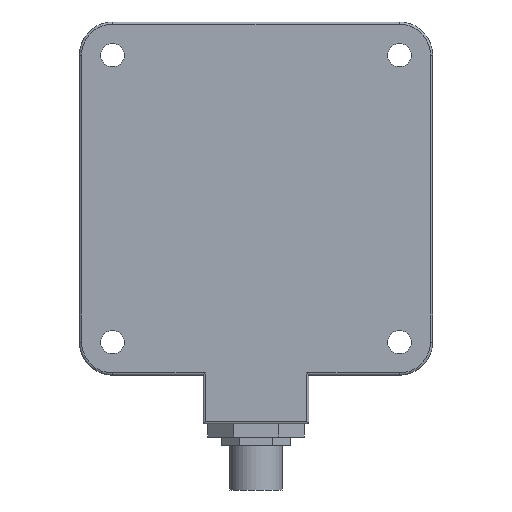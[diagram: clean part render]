
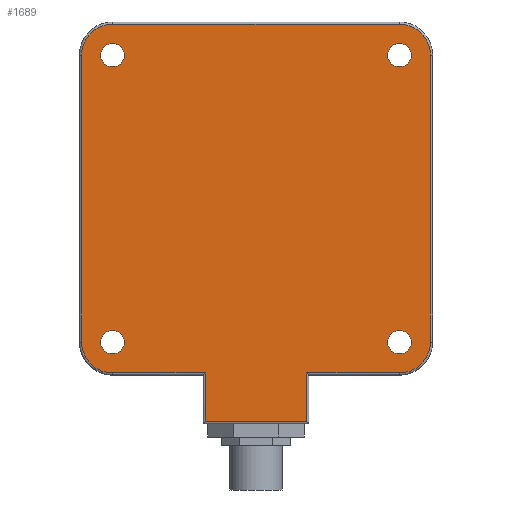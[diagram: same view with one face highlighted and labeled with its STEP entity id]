
A CAD part, front view. The second image highlights one B-rep face of the part: STEP entity #1689.
In plain terms, the highlighted planar face has unit normal (0, -1, 0).
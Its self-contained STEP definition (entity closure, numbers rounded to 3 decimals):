
#293=CARTESIAN_POINT('',(-32.5,-36.,-32.5));
#294=DIRECTION('',(0.,1.,0.));
#295=DIRECTION('',(0.,0.,-1.));
#296=AXIS2_PLACEMENT_3D('',#293,#294,#295);
#298=CARTESIAN_POINT('',(-32.5,-36.,32.5));
#299=DIRECTION('',(0.,1.,0.));
#300=DIRECTION('',(-1.,0.,0.));
#301=AXIS2_PLACEMENT_3D('',#298,#299,#300);
#303=CARTESIAN_POINT('',(32.5,-36.,32.5));
#304=DIRECTION('',(0.,1.,0.));
#305=DIRECTION('',(0.,0.,1.));
#306=AXIS2_PLACEMENT_3D('',#303,#304,#305);
#308=CARTESIAN_POINT('',(32.5,-36.,-32.5));
#309=DIRECTION('',(0.,1.,0.));
#310=DIRECTION('',(1.,0.,0.));
#311=AXIS2_PLACEMENT_3D('',#308,#309,#310);
#313=CARTESIAN_POINT('',(32.5,-36.,32.5));
#314=DIRECTION('',(0.,-1.,0.));
#315=DIRECTION('',(-1.,0.,0.));
#316=AXIS2_PLACEMENT_3D('',#313,#314,#315);
#318=CARTESIAN_POINT('',(32.5,-36.,32.5));
#319=DIRECTION('',(0.,-1.,0.));
#320=DIRECTION('',(1.,0.,0.));
#321=AXIS2_PLACEMENT_3D('',#318,#319,#320);
#323=CARTESIAN_POINT('',(32.5,-36.,-32.5));
#324=DIRECTION('',(0.,-1.,0.));
#325=DIRECTION('',(0.,0.,1.));
#326=AXIS2_PLACEMENT_3D('',#323,#324,#325);
#328=CARTESIAN_POINT('',(32.5,-36.,-32.5));
#329=DIRECTION('',(0.,-1.,0.));
#330=DIRECTION('',(0.,0.,-1.));
#331=AXIS2_PLACEMENT_3D('',#328,#329,#330);
#333=CARTESIAN_POINT('',(-32.5,-36.,-32.5));
#334=DIRECTION('',(0.,-1.,0.));
#335=DIRECTION('',(1.,0.,0.));
#336=AXIS2_PLACEMENT_3D('',#333,#334,#335);
#338=CARTESIAN_POINT('',(-32.5,-36.,-32.5));
#339=DIRECTION('',(0.,-1.,0.));
#340=DIRECTION('',(-1.,0.,0.));
#341=AXIS2_PLACEMENT_3D('',#338,#339,#340);
#343=CARTESIAN_POINT('',(-32.5,-36.,32.5));
#344=DIRECTION('',(0.,-1.,0.));
#345=DIRECTION('',(0.,0.,-1.));
#346=AXIS2_PLACEMENT_3D('',#343,#344,#345);
#348=CARTESIAN_POINT('',(-32.5,-36.,32.5));
#349=DIRECTION('',(0.,-1.,0.));
#350=DIRECTION('',(0.,0.,1.));
#351=AXIS2_PLACEMENT_3D('',#348,#349,#350);
#366=DIRECTION('',(0.,0.,-1.));
#367=VECTOR('',#366,11.);
#368=CARTESIAN_POINT('',(-11.5,-36.,-39.5));
#369=LINE('',#368,#367);
#644=DIRECTION('',(0.,0.,1.));
#645=VECTOR('',#644,11.);
#646=CARTESIAN_POINT('',(11.5,-36.,-50.5));
#647=LINE('',#646,#645);
#661=DIRECTION('',(1.,0.,0.));
#662=VECTOR('',#661,21.);
#663=CARTESIAN_POINT('',(11.5,-36.,-39.5));
#664=LINE('',#663,#662);
#684=DIRECTION('',(0.,0.,1.));
#685=VECTOR('',#684,65.);
#686=CARTESIAN_POINT('',(39.5,-36.,-32.5));
#687=LINE('',#686,#685);
#692=DIRECTION('',(1.,0.,0.));
#693=VECTOR('',#692,23.);
#694=CARTESIAN_POINT('',(-11.5,-36.,-50.5));
#695=LINE('',#694,#693);
#713=DIRECTION('',(1.,0.,0.));
#714=VECTOR('',#713,21.);
#715=CARTESIAN_POINT('',(-32.5,-36.,-39.5));
#716=LINE('',#715,#714);
#732=DIRECTION('',(0.,0.,-1.));
#733=VECTOR('',#732,65.);
#734=CARTESIAN_POINT('',(-39.5,-36.,32.5));
#735=LINE('',#734,#733);
#755=DIRECTION('',(-1.,0.,0.));
#756=VECTOR('',#755,65.);
#757=CARTESIAN_POINT('',(32.5,-36.,39.5));
#758=LINE('',#757,#756);
#1009=CARTESIAN_POINT('',(29.85,-36.,32.5));
#1010=CARTESIAN_POINT('',(35.15,-36.,32.5));
#1011=VERTEX_POINT('',#1009);
#1012=VERTEX_POINT('',#1010);
#1013=CARTESIAN_POINT('',(-11.5,-36.,-39.5));
#1014=CARTESIAN_POINT('',(-11.5,-36.,-50.5));
#1015=VERTEX_POINT('',#1013);
#1016=VERTEX_POINT('',#1014);
#1017=CARTESIAN_POINT('',(-32.5,-36.,-39.5));
#1018=VERTEX_POINT('',#1017);
#1019=CARTESIAN_POINT('',(-39.5,-36.,-32.5));
#1020=VERTEX_POINT('',#1019);
#1021=CARTESIAN_POINT('',(-39.5,-36.,32.5));
#1022=VERTEX_POINT('',#1021);
#1023=CARTESIAN_POINT('',(-32.5,-36.,39.5));
#1024=VERTEX_POINT('',#1023);
#1025=CARTESIAN_POINT('',(32.5,-36.,39.5));
#1026=VERTEX_POINT('',#1025);
#1027=CARTESIAN_POINT('',(39.5,-36.,32.5));
#1028=VERTEX_POINT('',#1027);
#1029=CARTESIAN_POINT('',(39.5,-36.,-32.5));
#1030=VERTEX_POINT('',#1029);
#1031=CARTESIAN_POINT('',(32.5,-36.,-39.5));
#1032=VERTEX_POINT('',#1031);
#1033=CARTESIAN_POINT('',(11.5,-36.,-39.5));
#1034=VERTEX_POINT('',#1033);
#1035=CARTESIAN_POINT('',(11.5,-36.,-50.5));
#1036=VERTEX_POINT('',#1035);
#1037=CARTESIAN_POINT('',(32.5,-36.,-29.85));
#1038=CARTESIAN_POINT('',(32.5,-36.,-35.15));
#1039=VERTEX_POINT('',#1037);
#1040=VERTEX_POINT('',#1038);
#1041=CARTESIAN_POINT('',(-29.85,-36.,-32.5));
#1042=CARTESIAN_POINT('',(-35.15,-36.,-32.5));
#1043=VERTEX_POINT('',#1041);
#1044=VERTEX_POINT('',#1042);
#1045=CARTESIAN_POINT('',(-32.5,-36.,29.85));
#1046=CARTESIAN_POINT('',(-32.5,-36.,35.15));
#1047=VERTEX_POINT('',#1045);
#1048=VERTEX_POINT('',#1046);
#1635=CARTESIAN_POINT('',(0.,-36.,0.));
#1636=DIRECTION('',(0.,-1.,0.));
#1637=DIRECTION('',(-1.,0.,0.));
#1638=AXIS2_PLACEMENT_3D('',#1635,#1636,#1637);
#1639=PLANE('',#1638);
#1641=ORIENTED_EDGE('',*,*,#1640,.F.);
#1643=ORIENTED_EDGE('',*,*,#1642,.F.);
#1645=ORIENTED_EDGE('',*,*,#1644,.T.);
#1647=ORIENTED_EDGE('',*,*,#1646,.F.);
#1649=ORIENTED_EDGE('',*,*,#1648,.T.);
#1651=ORIENTED_EDGE('',*,*,#1650,.F.);
#1652=ORIENTED_EDGE('',*,*,#1618,.T.);
#1654=ORIENTED_EDGE('',*,*,#1653,.F.);
#1656=ORIENTED_EDGE('',*,*,#1655,.T.);
#1658=ORIENTED_EDGE('',*,*,#1657,.F.);
#1660=ORIENTED_EDGE('',*,*,#1659,.F.);
#1662=ORIENTED_EDGE('',*,*,#1661,.F.);
#1663=EDGE_LOOP('',(#1641,#1643,#1645,#1647,#1649,#1651,#1652,#1654,#1656,#1658,
#1660,#1662));
#1664=FACE_OUTER_BOUND('',#1663,.F.);
#1666=ORIENTED_EDGE('',*,*,#1665,.T.);
#1668=ORIENTED_EDGE('',*,*,#1667,.T.);
#1669=EDGE_LOOP('',(#1666,#1668));
#1670=FACE_BOUND('',#1669,.F.);
#1672=ORIENTED_EDGE('',*,*,#1671,.T.);
#1674=ORIENTED_EDGE('',*,*,#1673,.T.);
#1675=EDGE_LOOP('',(#1672,#1674));
#1676=FACE_BOUND('',#1675,.F.);
#1678=ORIENTED_EDGE('',*,*,#1677,.T.);
#1680=ORIENTED_EDGE('',*,*,#1679,.T.);
#1681=EDGE_LOOP('',(#1678,#1680));
#1682=FACE_BOUND('',#1681,.F.);
#1684=ORIENTED_EDGE('',*,*,#1683,.T.);
#1686=ORIENTED_EDGE('',*,*,#1685,.T.);
#1687=EDGE_LOOP('',(#1684,#1686));
#1688=FACE_BOUND('',#1687,.F.);
#1689=ADVANCED_FACE('',(#1664,#1670,#1676,#1682,#1688),#1639,.T.);
#297=CIRCLE('',#296,7.);
#302=CIRCLE('',#301,7.);
#307=CIRCLE('',#306,7.);
#312=CIRCLE('',#311,7.);
#317=CIRCLE('',#316,2.65);
#322=CIRCLE('',#321,2.65);
#327=CIRCLE('',#326,2.65);
#332=CIRCLE('',#331,2.65);
#337=CIRCLE('',#336,2.65);
#342=CIRCLE('',#341,2.65);
#347=CIRCLE('',#346,2.65);
#352=CIRCLE('',#351,2.65);
#1618=EDGE_CURVE('',#1026,#1028,#307,.T.);
#1640=EDGE_CURVE('',#1015,#1016,#369,.T.);
#1642=EDGE_CURVE('',#1018,#1015,#716,.T.);
#1644=EDGE_CURVE('',#1018,#1020,#297,.T.);
#1646=EDGE_CURVE('',#1022,#1020,#735,.T.);
#1648=EDGE_CURVE('',#1022,#1024,#302,.T.);
#1650=EDGE_CURVE('',#1026,#1024,#758,.T.);
#1653=EDGE_CURVE('',#1030,#1028,#687,.T.);
#1655=EDGE_CURVE('',#1030,#1032,#312,.T.);
#1657=EDGE_CURVE('',#1034,#1032,#664,.T.);
#1659=EDGE_CURVE('',#1036,#1034,#647,.T.);
#1661=EDGE_CURVE('',#1016,#1036,#695,.T.);
#1665=EDGE_CURVE('',#1011,#1012,#317,.T.);
#1667=EDGE_CURVE('',#1012,#1011,#322,.T.);
#1671=EDGE_CURVE('',#1039,#1040,#327,.T.);
#1673=EDGE_CURVE('',#1040,#1039,#332,.T.);
#1677=EDGE_CURVE('',#1043,#1044,#337,.T.);
#1679=EDGE_CURVE('',#1044,#1043,#342,.T.);
#1683=EDGE_CURVE('',#1047,#1048,#347,.T.);
#1685=EDGE_CURVE('',#1048,#1047,#352,.T.);
